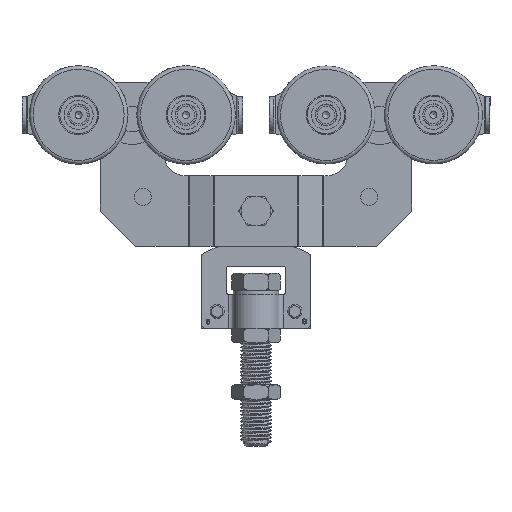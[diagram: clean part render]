
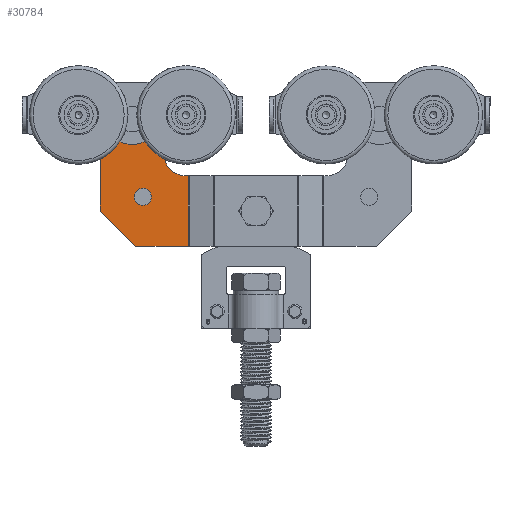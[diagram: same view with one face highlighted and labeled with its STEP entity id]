
A CAD part, front view. The second image highlights one B-rep face of the part: STEP entity #30784.
In plain terms, the highlighted planar face has unit normal (0, -1, 0).
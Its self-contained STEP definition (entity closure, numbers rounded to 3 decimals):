
#2064=LINE('',#46656,#3748);
#2072=LINE('',#46672,#3756);
#2546=LINE('',#49813,#4230);
#2565=LINE('',#49886,#4249);
#2573=LINE('',#49911,#4257);
#2589=LINE('',#49946,#4273);
#2590=LINE('',#49948,#4274);
#2591=LINE('',#49950,#4275);
#2592=LINE('',#49952,#4276);
#2593=LINE('',#49953,#4277);
#2594=LINE('',#49954,#4278);
#3748=VECTOR('',#36786,10.);
#3756=VECTOR('',#36800,10.);
#4230=VECTOR('',#37980,10.);
#4249=VECTOR('',#38039,10.);
#4257=VECTOR('',#38061,10.);
#4273=VECTOR('',#38089,10.);
#4274=VECTOR('',#38090,10.);
#4275=VECTOR('',#38091,10.);
#4276=VECTOR('',#38092,10.);
#4277=VECTOR('',#38093,10.);
#4278=VECTOR('',#38094,10.);
#5913=FACE_BOUND('',#9060,.T.);
#7142=FACE_OUTER_BOUND('',#9059,.T.);
#9059=EDGE_LOOP('',(#23105,#23106,#23107,#23108,#23109,#23110,#23111,#23112,
#23113,#23114,#23115,#23116,#23117,#23118,#23119));
#9060=EDGE_LOOP('',(#23120));
#10641=CIRCLE('',#32149,6.);
#10747=CIRCLE('',#32537,18.);
#10855=CIRCLE('',#32909,15.);
#10857=CIRCLE('',#32913,5.);
#10859=CIRCLE('',#32916,5.);
#12010=VERTEX_POINT('',#43061);
#12650=VERTEX_POINT('',#46653);
#12651=VERTEX_POINT('',#46655);
#12652=VERTEX_POINT('',#46660);
#12656=VERTEX_POINT('',#46670);
#13265=VERTEX_POINT('',#49810);
#13266=VERTEX_POINT('',#49812);
#13298=VERTEX_POINT('',#49879);
#13300=VERTEX_POINT('',#49885);
#13304=VERTEX_POINT('',#49895);
#13306=VERTEX_POINT('',#49901);
#13307=VERTEX_POINT('',#49902);
#13310=VERTEX_POINT('',#49910);
#13324=VERTEX_POINT('',#49947);
#13325=VERTEX_POINT('',#49949);
#13326=VERTEX_POINT('',#49951);
#15050=EDGE_CURVE('',#12010,#12010,#10641,.T.);
#15960=EDGE_CURVE('',#12650,#12651,#2064,.T.);
#15963=EDGE_CURVE('',#12652,#12650,#10747,.T.);
#15969=EDGE_CURVE('',#12656,#12652,#2072,.T.);
#16836=EDGE_CURVE('',#13265,#13266,#2546,.T.);
#16870=EDGE_CURVE('',#13298,#13265,#10855,.T.);
#16873=EDGE_CURVE('',#13300,#13298,#2565,.T.);
#16878=EDGE_CURVE('',#13304,#13300,#10857,.T.);
#16881=EDGE_CURVE('',#13306,#13307,#10859,.T.);
#16885=EDGE_CURVE('',#13310,#13306,#2573,.T.);
#16903=EDGE_CURVE('',#13307,#12656,#2589,.T.);
#16904=EDGE_CURVE('',#13324,#13310,#2590,.T.);
#16905=EDGE_CURVE('',#13324,#13325,#2591,.T.);
#16906=EDGE_CURVE('',#13326,#13325,#2592,.T.);
#16907=EDGE_CURVE('',#13266,#13326,#2593,.T.);
#16908=EDGE_CURVE('',#12651,#13304,#2594,.T.);
#23105=ORIENTED_EDGE('',*,*,#15969,.F.);
#23106=ORIENTED_EDGE('',*,*,#16903,.F.);
#23107=ORIENTED_EDGE('',*,*,#16881,.F.);
#23108=ORIENTED_EDGE('',*,*,#16885,.F.);
#23109=ORIENTED_EDGE('',*,*,#16904,.F.);
#23110=ORIENTED_EDGE('',*,*,#16905,.T.);
#23111=ORIENTED_EDGE('',*,*,#16906,.F.);
#23112=ORIENTED_EDGE('',*,*,#16907,.F.);
#23113=ORIENTED_EDGE('',*,*,#16836,.F.);
#23114=ORIENTED_EDGE('',*,*,#16870,.F.);
#23115=ORIENTED_EDGE('',*,*,#16873,.F.);
#23116=ORIENTED_EDGE('',*,*,#16878,.F.);
#23117=ORIENTED_EDGE('',*,*,#16908,.F.);
#23118=ORIENTED_EDGE('',*,*,#15960,.F.);
#23119=ORIENTED_EDGE('',*,*,#15963,.F.);
#23120=ORIENTED_EDGE('',*,*,#15050,.T.);
#27907=PLANE('',#32924);
#30784=ADVANCED_FACE('',(#7142,#5913),#27907,.T.);
#32149=AXIS2_PLACEMENT_3D('',#43062,#35534,#35535);
#32537=AXIS2_PLACEMENT_3D('',#46661,#36791,#36792);
#32909=AXIS2_PLACEMENT_3D('',#49880,#38032,#38033);
#32913=AXIS2_PLACEMENT_3D('',#49896,#38046,#38047);
#32916=AXIS2_PLACEMENT_3D('',#49903,#38053,#38054);
#32924=AXIS2_PLACEMENT_3D('',#49945,#38087,#38088);
#35534=DIRECTION('center_axis',(0.,1.,0.));
#35535=DIRECTION('ref_axis',(1.,0.,0.));
#36786=DIRECTION('',(1.,0.,0.));
#36791=DIRECTION('center_axis',(0.,-1.,0.));
#36792=DIRECTION('ref_axis',(0.745,0.,0.667));
#36800=DIRECTION('',(1.,0.,0.));
#37980=DIRECTION('',(1.,0.,0.));
#38032=DIRECTION('center_axis',(0.,-1.,0.));
#38033=DIRECTION('ref_axis',(1.,0.,0.));
#38039=DIRECTION('',(1.,0.,0.));
#38046=DIRECTION('center_axis',(0.,-1.,0.));
#38047=DIRECTION('ref_axis',(1.,0.,0.));
#38053=DIRECTION('center_axis',(0.,-1.,0.));
#38054=DIRECTION('ref_axis',(0.,0.,
1.));
#38061=DIRECTION('',(1.,0.,0.));
#38087=DIRECTION('center_axis',(0.,-1.,0.));
#38088=DIRECTION('ref_axis',(1.,0.,0.));
#38089=DIRECTION('',(0.,0.,1.));
#38090=DIRECTION('',(0.,0.,1.));
#38091=DIRECTION('',(0.707,0.,-0.707));
#38092=DIRECTION('',(-1.,0.,0.));
#38093=DIRECTION('',(0.,0.,-1.));
#38094=DIRECTION('',(0.,0.,-1.));
#43061=CARTESIAN_POINT('',(-24.728,0.,35.));
#43062=CARTESIAN_POINT('Origin',(-18.728,0.,
35.));
#46653=CARTESIAN_POINT('',(-12.812,0.,78.));
#46655=CARTESIAN_POINT('',(-9.228,0.,78.));
#46656=CARTESIAN_POINT('',(51.29,0.,78.));
#46660=CARTESIAN_POINT('',(-39.645,0.,78.));
#46661=CARTESIAN_POINT('Origin',(-26.228,0.,
90.));
#46670=CARTESIAN_POINT('',(-43.228,0.,78.));
#46672=CARTESIAN_POINT('',(10.813,0.,78.));
#49810=CARTESIAN_POINT('',(11.272,0.,50.));
#49812=CARTESIAN_POINT('',(13.392,0.,50.));
#49813=CARTESIAN_POINT('',(111.272,0.,50.));
#49879=CARTESIAN_POINT('',(-3.728,0.,65.));
#49880=CARTESIAN_POINT('Origin',(11.272,0.,
65.));
#49885=CARTESIAN_POINT('',(-4.228,0.,65.));
#49886=CARTESIAN_POINT('',(-3.728,0.,65.));
#49895=CARTESIAN_POINT('',(-9.228,0.,70.));
#49896=CARTESIAN_POINT('Origin',(-4.228,0.,
70.));
#49901=CARTESIAN_POINT('',(-48.228,0.,65.));
#49902=CARTESIAN_POINT('',(-43.228,0.,70.));
#49903=CARTESIAN_POINT('Origin',(-48.228,0.,
70.));
#49910=CARTESIAN_POINT('',(-48.728,0.,65.));
#49911=CARTESIAN_POINT('',(-48.228,0.,65.));
#49945=CARTESIAN_POINT('Origin',(61.272,0.,
49.664));
#49946=CARTESIAN_POINT('',(-43.228,0.,110.));
#49947=CARTESIAN_POINT('',(-48.728,0.,25.));
#49948=CARTESIAN_POINT('',(-48.728,0.,65.));
#49949=CARTESIAN_POINT('',(-23.728,0.,0.));
#49950=CARTESIAN_POINT('',(-14.894,0.,-8.834));
#49951=CARTESIAN_POINT('',(13.392,0.,0.));
#49952=CARTESIAN_POINT('',(13.392,0.,0.));
#49953=CARTESIAN_POINT('',(13.392,0.,0.));
#49954=CARTESIAN_POINT('',(-9.228,0.,70.));
